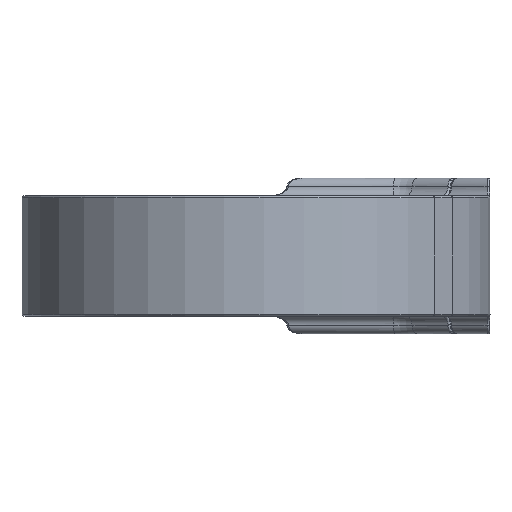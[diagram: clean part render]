
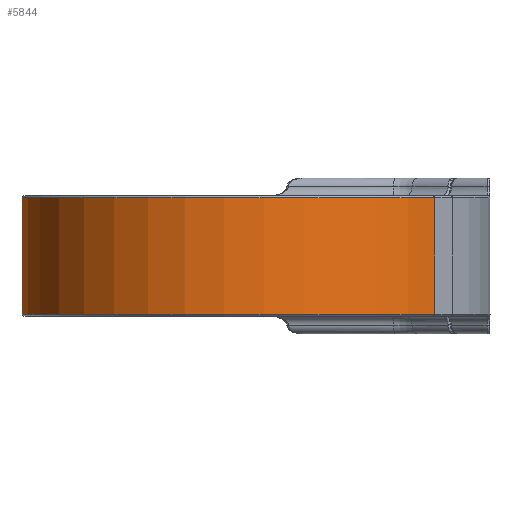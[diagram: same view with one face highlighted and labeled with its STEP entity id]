
A CAD part, left-side view. The second image highlights one B-rep face of the part: STEP entity #5844.
In plain terms, the highlighted cylindrical face has radius 24.25 mm (diameter 48.5 mm), a partial arc.
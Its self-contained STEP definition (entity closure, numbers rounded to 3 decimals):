
#1573=DIRECTION('',(0.,0.,1.));
#1574=VECTOR('',#1573,12.3);
#1575=CARTESIAN_POINT('',(-14.489,-19.446,-6.15));
#1576=LINE('',#1575,#1574);
#1577=CARTESIAN_POINT('',(0.,0.,6.15));
#1578=DIRECTION('',(0.,0.,1.));
#1579=DIRECTION('',(0.918,0.396,0.));
#1580=AXIS2_PLACEMENT_3D('',#1577,#1578,#1579);
#1582=CARTESIAN_POINT('',(0.,0.,-6.15));
#1583=DIRECTION('',(0.,0.,-1.));
#1584=DIRECTION('',(-0.597,-0.802,0.));
#1585=AXIS2_PLACEMENT_3D('',#1582,#1583,#1584);
#1587=DIRECTION('',(0.,0.,1.));
#1588=VECTOR('',#1587,12.3);
#1589=CARTESIAN_POINT('',(22.266,9.606,-6.15));
#1590=LINE('',#1589,#1588);
#3214=CARTESIAN_POINT('',(22.266,9.606,6.15));
#3215=VERTEX_POINT('',#3214);
#3218=CARTESIAN_POINT('',(-14.489,-19.446,6.15));
#3219=VERTEX_POINT('',#3218);
#3270=CARTESIAN_POINT('',(-14.489,-19.446,-6.15));
#3271=VERTEX_POINT('',#3270);
#3274=CARTESIAN_POINT('',(22.266,9.606,-6.15));
#3275=VERTEX_POINT('',#3274);
#5832=CARTESIAN_POINT('',(0.,0.,-6.35));
#5833=DIRECTION('',(0.,0.,1.));
#5834=DIRECTION('',(1.,0.,0.));
#5835=AXIS2_PLACEMENT_3D('',#5832,#5833,#5834);
#5836=CYLINDRICAL_SURFACE('',#5835,24.25);
#5837=ORIENTED_EDGE('',*,*,#5773,.T.);
#5838=ORIENTED_EDGE('',*,*,#5827,.F.);
#5839=ORIENTED_EDGE('',*,*,#3625,.T.);
#5841=ORIENTED_EDGE('',*,*,#5840,.T.);
#5842=EDGE_LOOP('',(#5837,#5838,#5839,#5841));
#5843=FACE_OUTER_BOUND('',#5842,.F.);
#5844=ADVANCED_FACE('',(#5843),#5836,.T.);
#1581=CIRCLE('',#1580,24.25);
#1586=CIRCLE('',#1585,24.25);
#3625=EDGE_CURVE('',#3271,#3275,#1586,.T.);
#5773=EDGE_CURVE('',#3215,#3219,#1581,.T.);
#5827=EDGE_CURVE('',#3271,#3219,#1576,.T.);
#5840=EDGE_CURVE('',#3275,#3215,#1590,.T.);
